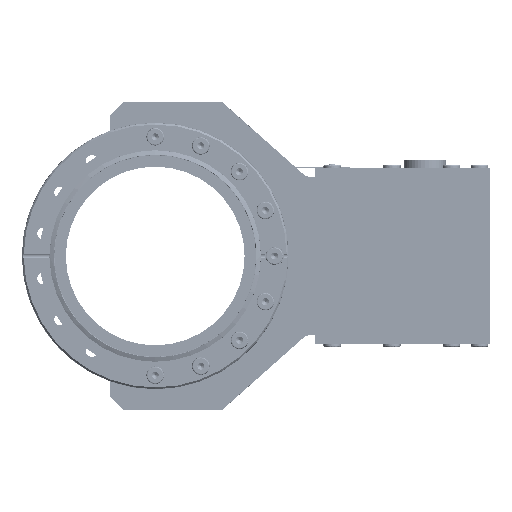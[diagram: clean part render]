
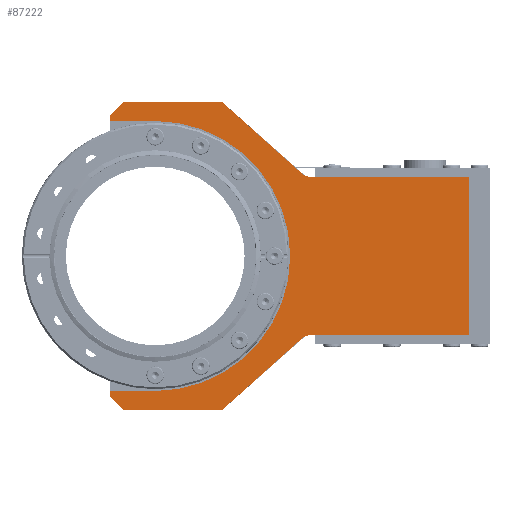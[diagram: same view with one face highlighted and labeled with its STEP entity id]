
A CAD part, front view. The second image highlights one B-rep face of the part: STEP entity #87222.
In plain terms, the highlighted planar face has unit normal (0, -1, 0).
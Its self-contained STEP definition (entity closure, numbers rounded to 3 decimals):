
#451 = CARTESIAN_POINT ( 'NONE',  ( 89.824, 0., 55. ) ) ;
#1516 = CARTESIAN_POINT ( 'NONE',  ( 89.824, 0., 77. ) ) ;
#1529 = DIRECTION ( 'NONE',  ( 0., 0., -1. ) ) ;
#1605 = DIRECTION ( 'NONE',  ( 0., 1., 0. ) ) ;
#1821 = CARTESIAN_POINT ( 'NONE',  ( 89.824, 0., 55. ) ) ;
#5419 = CARTESIAN_POINT ( 'NONE',  ( 89.824, 0., -45. ) ) ;
#18812 = EDGE_CURVE ( 'NONE', #48680, #94898, #82217, .T. ) ;
#19819 = CARTESIAN_POINT ( 'NONE',  ( 0., 0., 0. ) ) ;
#20441 = CARTESIAN_POINT ( 'NONE',  ( -26., 0., -80. ) ) ;
#20929 = LINE ( 'NONE', #88066, #123247 ) ;
#21082 = DIRECTION ( 'NONE',  ( 0., 0., -1. ) ) ;
#21254 = DIRECTION ( 'NONE',  ( 1., 0., 0. ) ) ;
#27425 = EDGE_CURVE ( 'NONE', #214452, #258221, #189125, .T. ) ;
#27806 = VECTOR ( 'NONE', #251139, 1000. ) ;
#34169 = ORIENTED_EDGE ( 'NONE', *, *, #95931, .T. ) ;
#34605 = DIRECTION ( 'NONE',  ( 0., 0., -1. ) ) ;
#38170 = CARTESIAN_POINT ( 'NONE',  ( 38., 0., -88. ) ) ;
#40444 = DIRECTION ( 'NONE',  ( 0., 0., -1. ) ) ;
#41356 = EDGE_LOOP ( 'NONE', ( #178142, #44988, #140626, #115430, #260174, #223670, #224670, #199698, #93165, #219782, #119666, #34169, #80135, #210348, #211899, #252437 ) ) ;
#41463 = LINE ( 'NONE', #204231, #191851 ) ;
#42606 = AXIS2_PLACEMENT_3D ( 'NONE', #189704, #67154, #210420 ) ;
#44988 = ORIENTED_EDGE ( 'NONE', *, *, #218015, .T. ) ;
#46342 = EDGE_CURVE ( 'NONE', #258221, #48680, #216467, .T. ) ;
#48680 = VERTEX_POINT ( 'NONE', #105308 ) ;
#49873 = EDGE_CURVE ( 'NONE', #116965, #235530, #158817, .T. ) ;
#52015 = CARTESIAN_POINT ( 'NONE',  ( 89.824, 0., 45. ) ) ;
#54916 = CARTESIAN_POINT ( 'NONE',  ( 38., 0., -88. ) ) ;
#67154 = DIRECTION ( 'NONE',  ( 0., 1., 0. ) ) ;
#68549 = EDGE_CURVE ( 'NONE', #147442, #214452, #20929, .T. ) ;
#70199 = LINE ( 'NONE', #122153, #172614 ) ;
#70599 = DIRECTION ( 'NONE',  ( -1., 0., 0. ) ) ;
#70934 = LINE ( 'NONE', #1516, #179821 ) ;
#76017 = VECTOR ( 'NONE', #261060, 1000. ) ;
#80135 = ORIENTED_EDGE ( 'NONE', *, *, #68549, .T. ) ;
#81665 = VERTEX_POINT ( 'NONE', #115193 ) ;
#82217 = LINE ( 'NONE', #263584, #27806 ) ;
#86765 = VERTEX_POINT ( 'NONE', #225429 ) ;
#87222 = ADVANCED_FACE ( 'NONE', ( #170287 ), #163258, .T. ) ;
#88066 = CARTESIAN_POINT ( 'NONE',  ( 89.824, 0., 45. ) ) ;
#90587 = VECTOR ( 'NONE', #214803, 1000. ) ;
#90829 = EDGE_CURVE ( 'NONE', #246131, #116965, #101356, .T. ) ;
#93165 = ORIENTED_EDGE ( 'NONE', *, *, #90829, .T. ) ;
#94898 = VERTEX_POINT ( 'NONE', #264551 ) ;
#95931 = EDGE_CURVE ( 'NONE', #252850, #147442, #130354, .T. ) ;
#97006 = LINE ( 'NONE', #155585, #90587 ) ;
#98781 = LINE ( 'NONE', #258481, #201303 ) ;
#98887 = CARTESIAN_POINT ( 'NONE',  ( -26., 0., -77. ) ) ;
#101356 = LINE ( 'NONE', #38170, #258391 ) ;
#102572 = DIRECTION ( 'NONE',  ( 0.707, 0., -0.707 ) ) ;
#105308 = CARTESIAN_POINT ( 'NONE',  ( 38., 0., 88. ) ) ;
#107594 = VERTEX_POINT ( 'NONE', #171964 ) ;
#108740 = DIRECTION ( 'NONE',  ( -1., 0., 0. ) ) ;
#109695 = EDGE_CURVE ( 'NONE', #235530, #252850, #41463, .T. ) ;
#111390 = CARTESIAN_POINT ( 'NONE',  ( 38., 0., 88. ) ) ;
#115193 = CARTESIAN_POINT ( 'NONE',  ( -26., 0., 80. ) ) ;
#115430 = ORIENTED_EDGE ( 'NONE', *, *, #222658, .T. ) ;
#116965 = VERTEX_POINT ( 'NONE', #136586 ) ;
#119666 = ORIENTED_EDGE ( 'NONE', *, *, #109695, .T. ) ;
#122153 = CARTESIAN_POINT ( 'NONE',  ( -26., 0., -80. ) ) ;
#122684 = DIRECTION ( 'NONE',  ( 1., 0., 0. ) ) ;
#123247 = VECTOR ( 'NONE', #108740, 1000. ) ;
#124840 = VECTOR ( 'NONE', #70599, 1000. ) ;
#125512 = CARTESIAN_POINT ( 'NONE',  ( -18., 0., -88. ) ) ;
#130354 = LINE ( 'NONE', #177689, #76017 ) ;
#131023 = AXIS2_PLACEMENT_3D ( 'NONE', #451, #143457, #21082 ) ;
#136586 = CARTESIAN_POINT ( 'NONE',  ( 83.152, 0., -47.552 ) ) ;
#140386 = LINE ( 'NONE', #189223, #243162 ) ;
#140492 = EDGE_CURVE ( 'NONE', #249203, #246131, #198676, .T. ) ;
#140626 = ORIENTED_EDGE ( 'NONE', *, *, #224235, .T. ) ;
#143457 = DIRECTION ( 'NONE',  ( 0., -1., 0. ) ) ;
#147442 = VERTEX_POINT ( 'NONE', #152981 ) ;
#149178 = EDGE_CURVE ( 'NONE', #197067, #218844, #140386, .T. ) ;
#151961 = CARTESIAN_POINT ( 'NONE',  ( 89.824, 0., -77. ) ) ;
#152981 = CARTESIAN_POINT ( 'NONE',  ( 179., 0., 45. ) ) ;
#155585 = CARTESIAN_POINT ( 'NONE',  ( -26., 0., 80. ) ) ;
#158817 = CIRCLE ( 'NONE', #42606, 10. ) ;
#162907 = DIRECTION ( 'NONE',  ( 0., 1., 0. ) ) ;
#163258 = PLANE ( 'NONE',  #131023 ) ;
#166744 = AXIS2_PLACEMENT_3D ( 'NONE', #1821, #1605, #1529 ) ;
#168075 = EDGE_CURVE ( 'NONE', #218844, #249203, #70199, .T. ) ;
#170287 = FACE_OUTER_BOUND ( 'NONE', #41356, .T. ) ;
#171964 = CARTESIAN_POINT ( 'NONE',  ( 0., 0., -77. ) ) ;
#172614 = VECTOR ( 'NONE', #102572, 1000. ) ;
#177689 = CARTESIAN_POINT ( 'NONE',  ( 179., 0., -45. ) ) ;
#178142 = ORIENTED_EDGE ( 'NONE', *, *, #231687, .T. ) ;
#178197 = CARTESIAN_POINT ( 'NONE',  ( 83.152, 0., 47.552 ) ) ;
#179330 = LINE ( 'NONE', #151961, #124840 ) ;
#179821 = VECTOR ( 'NONE', #21254, 1000. ) ;
#188870 = CARTESIAN_POINT ( 'NONE',  ( 0., 0., 77. ) ) ;
#189125 = CIRCLE ( 'NONE', #166744, 10. ) ;
#189223 = CARTESIAN_POINT ( 'NONE',  ( -26., 0., -80. ) ) ;
#189704 = CARTESIAN_POINT ( 'NONE',  ( 89.824, 0., -55. ) ) ;
#191851 = VECTOR ( 'NONE', #122684, 1000. ) ;
#197067 = VERTEX_POINT ( 'NONE', #98887 ) ;
#198676 = LINE ( 'NONE', #231851, #246852 ) ;
#199698 = ORIENTED_EDGE ( 'NONE', *, *, #140492, .T. ) ;
#201303 = VECTOR ( 'NONE', #34605, 1000. ) ;
#202939 = EDGE_CURVE ( 'NONE', #107594, #197067, #179330, .T. ) ;
#204231 = CARTESIAN_POINT ( 'NONE',  ( 89.824, 0., -45. ) ) ;
#209138 = VERTEX_POINT ( 'NONE', #188870 ) ;
#209922 = DIRECTION ( 'NONE',  ( 0., 0., -1. ) ) ;
#210348 = ORIENTED_EDGE ( 'NONE', *, *, #27425, .T. ) ;
#210420 = DIRECTION ( 'NONE',  ( 0., 0., -1. ) ) ;
#211899 = ORIENTED_EDGE ( 'NONE', *, *, #46342, .T. ) ;
#214452 = VERTEX_POINT ( 'NONE', #52015 ) ;
#214803 = DIRECTION ( 'NONE',  ( -0.707, 0., -0.707 ) ) ;
#216467 = LINE ( 'NONE', #111390, #264537 ) ;
#218015 = EDGE_CURVE ( 'NONE', #81665, #86765, #98781, .T. ) ;
#218844 = VERTEX_POINT ( 'NONE', #20441 ) ;
#219782 = ORIENTED_EDGE ( 'NONE', *, *, #49873, .T. ) ;
#222533 = DIRECTION ( 'NONE',  ( 0.745, 0., 0.667 ) ) ;
#222658 = EDGE_CURVE ( 'NONE', #209138, #107594, #245577, .T. ) ;
#223576 = CARTESIAN_POINT ( 'NONE',  ( 179., 0., -45. ) ) ;
#223670 = ORIENTED_EDGE ( 'NONE', *, *, #149178, .T. ) ;
#224235 = EDGE_CURVE ( 'NONE', #86765, #209138, #70934, .T. ) ;
#224670 = ORIENTED_EDGE ( 'NONE', *, *, #168075, .T. ) ;
#225429 = CARTESIAN_POINT ( 'NONE',  ( -26., 0., 77. ) ) ;
#231687 = EDGE_CURVE ( 'NONE', #94898, #81665, #97006, .T. ) ;
#231851 = CARTESIAN_POINT ( 'NONE',  ( -18., 0., -88. ) ) ;
#234138 = DIRECTION ( 'NONE',  ( -0.745, 0., 0.667 ) ) ;
#235530 = VERTEX_POINT ( 'NONE', #5419 ) ;
#243162 = VECTOR ( 'NONE', #209922, 1000. ) ;
#245577 = CIRCLE ( 'NONE', #258337, 77. ) ;
#246131 = VERTEX_POINT ( 'NONE', #54916 ) ;
#246852 = VECTOR ( 'NONE', #252527, 1000. ) ;
#249203 = VERTEX_POINT ( 'NONE', #125512 ) ;
#251139 = DIRECTION ( 'NONE',  ( -1., 0., 0. ) ) ;
#252437 = ORIENTED_EDGE ( 'NONE', *, *, #18812, .T. ) ;
#252527 = DIRECTION ( 'NONE',  ( 1., 0., 0. ) ) ;
#252850 = VERTEX_POINT ( 'NONE', #223576 ) ;
#258221 = VERTEX_POINT ( 'NONE', #178197 ) ;
#258337 = AXIS2_PLACEMENT_3D ( 'NONE', #19819, #162907, #40444 ) ;
#258391 = VECTOR ( 'NONE', #222533, 1000. ) ;
#258481 = CARTESIAN_POINT ( 'NONE',  ( -26., 0., 64. ) ) ;
#260174 = ORIENTED_EDGE ( 'NONE', *, *, #202939, .T. ) ;
#261060 = DIRECTION ( 'NONE',  ( 0., 0., 1. ) ) ;
#263584 = CARTESIAN_POINT ( 'NONE',  ( -18., 0., 88. ) ) ;
#264537 = VECTOR ( 'NONE', #234138, 1000. ) ;
#264551 = CARTESIAN_POINT ( 'NONE',  ( -18., 0., 88. ) ) ;
